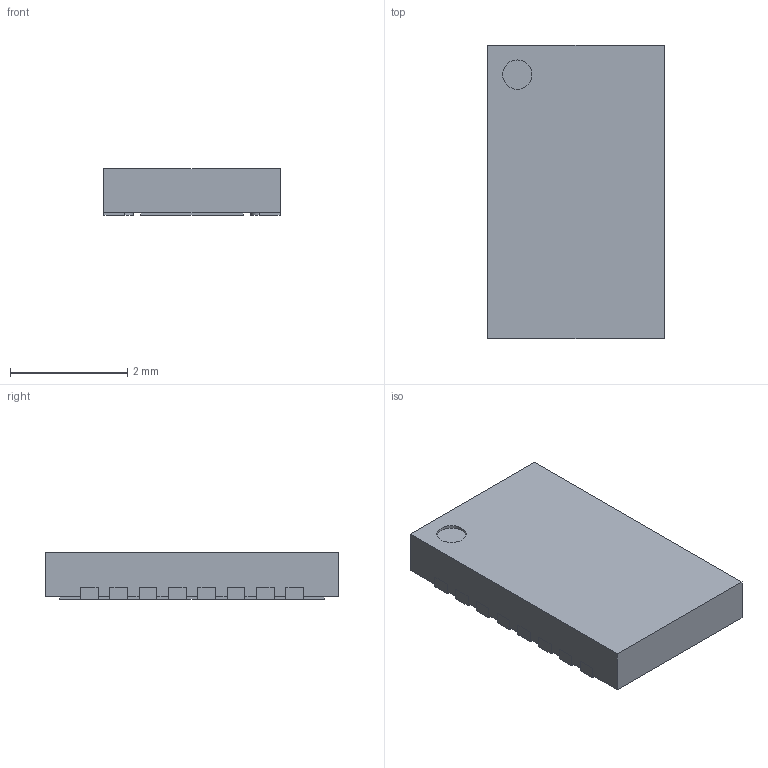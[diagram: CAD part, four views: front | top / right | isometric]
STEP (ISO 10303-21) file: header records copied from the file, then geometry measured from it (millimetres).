
FILE_DESCRIPTION(/* description */ (''),/* implementation_level */ '2;1');
FILE_NAME(/* name */ 'SON50P300X500X80-17N-S175X450.stp',/* time_stamp */ '2017-02-23T10:19:28+01:00',/* author */ ('jchouvet'),/* organization */ (''),/* preprocessor_version */ 'ST-DEVELOPER v16.1',/* originating_system */ 'AutoCAD Mechanical',/* authorisation */ '');
FILE_SCHEMA (('AUTOMOTIVE_DESIGN { 1 0 10303 214 3 1 1 }'));
Length unit declared in the file: millimetre
Products named in the file (1): Product
Bounding box: 3 x 5 x 0.8 mm (x, y, z)
Volume: 11.7 mm3; surface area: 69.7 mm2
Topology: 18 solids, 18 shells, 174 faces, 411 edges, 274 vertices
Faces by surface type: plane 141, cylinder 33
Full cylindrical faces by diameter (mm): 0.5 x1
Entity records: 4978 total; most frequent: CARTESIAN_POINT 859, DIRECTION 826, ORIENTED_EDGE 820, EDGE_CURVE 410, LINE 344, VECTOR 344, VERTEX_POINT 274, AXIS2_PLACEMENT_3D 241
